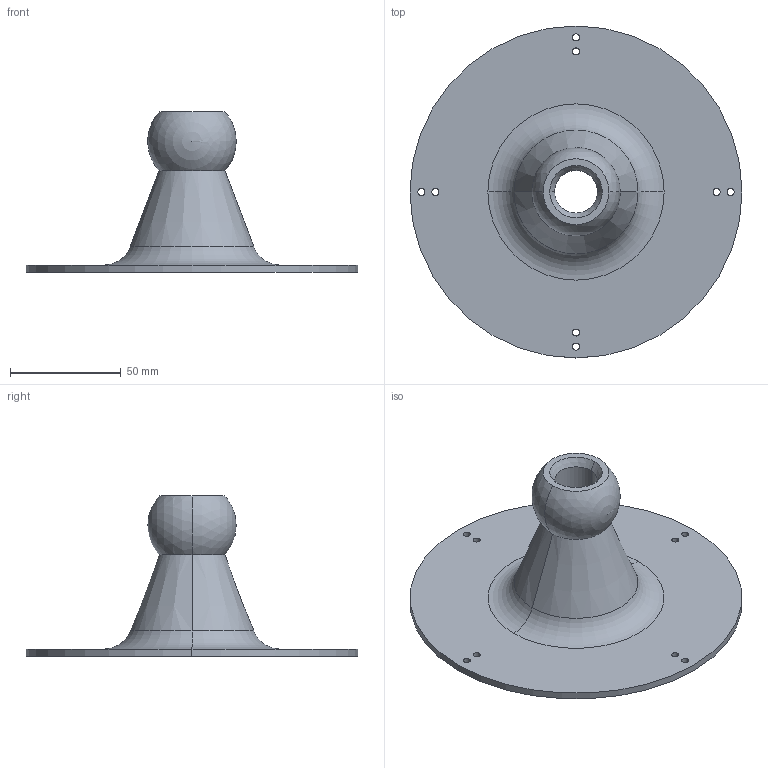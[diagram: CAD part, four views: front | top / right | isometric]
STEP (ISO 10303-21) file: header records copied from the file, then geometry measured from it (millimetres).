
FILE_DESCRIPTION (( 'STEP AP214' ), '1' );
FILE_NAME ('Arm Disk Link.STEP', '2020-04-07T16:44:38', ( '' ), ( '' ), 'SwSTEP 2.0', 'SolidWorks 2019', '' );
FILE_SCHEMA (( 'AUTOMOTIVE_DESIGN' ));
Length unit declared in the file: millimetre
Products named in the file (1): Arm Disk Link
Bounding box: 150 x 150 x 72.38 mm (x, y, z)
Volume: 118937.1 mm3; surface area: 48118.4 mm2
Topology: 1 solids, 1 shells, 37 faces, 100 edges, 62 vertices
Faces by surface type: cylinder 20, cone 6, torus 4, sphere 4, plane 3
Entity records: 1182 total; most frequent: DIRECTION 230, CARTESIAN_POINT 184, ORIENTED_EDGE 180, AXIS2_PLACEMENT_3D 102, EDGE_CURVE 90, CIRCLE 64, EDGE_LOOP 56, VERTEX_POINT 56
